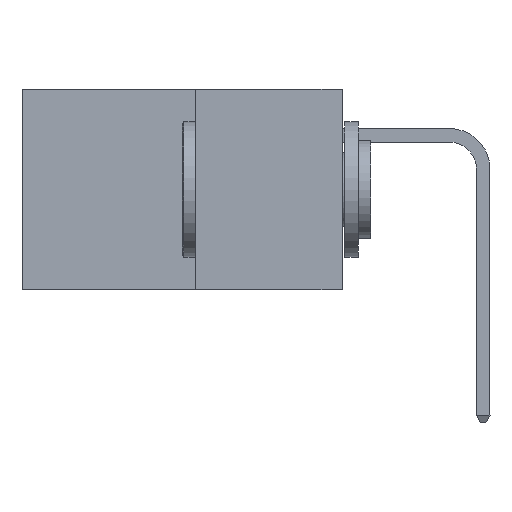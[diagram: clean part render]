
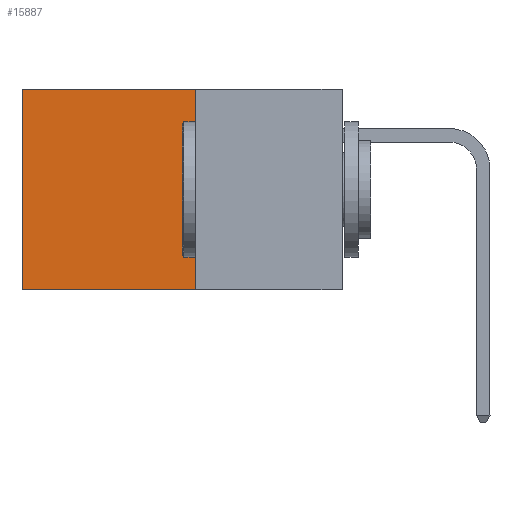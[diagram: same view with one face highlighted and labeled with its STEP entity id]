
A CAD part, left-side view. The second image highlights one B-rep face of the part: STEP entity #15887.
In plain terms, the highlighted planar face has unit normal (-1, 0, 0).
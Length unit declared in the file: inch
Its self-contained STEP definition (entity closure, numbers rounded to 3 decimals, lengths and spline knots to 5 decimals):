
#829 = CARTESIAN_POINT ( 'NONE',  ( 0.277, 0.59, 0. ) ) ;
#983 = DIRECTION ( 'NONE',  ( 1., 0., 0. ) ) ;
#1169 = CARTESIAN_POINT ( 'NONE',  ( 0.277, 0.27, -0.37 ) ) ;
#1370 = DIRECTION ( 'NONE',  ( 0., 0., -1. ) ) ;
#1701 = EDGE_CURVE ( 'NONE', #4074, #12226, #3930, .T. ) ;
#3930 = LINE ( 'NONE', #16161, #16338 ) ;
#4074 = VERTEX_POINT ( 'NONE', #23939 ) ;
#4304 = ORIENTED_EDGE ( 'NONE', *, *, #19803, .F. ) ;
#4615 = ORIENTED_EDGE ( 'NONE', *, *, #21484, .T. ) ;
#5869 = DIRECTION ( 'NONE',  ( 0., 1., 0. ) ) ;
#8550 = DIRECTION ( 'NONE',  ( 0., 1., 0. ) ) ;
#9945 = CARTESIAN_POINT ( 'NONE',  ( 0.277, 0.59, -0.37 ) ) ;
#10064 = FACE_OUTER_BOUND ( 'NONE', #17721, .T. ) ;
#10344 = ORIENTED_EDGE ( 'NONE', *, *, #22546, .T. ) ;
#10940 = VECTOR ( 'NONE', #5869, 39.37008 ) ;
#12226 = VERTEX_POINT ( 'NONE', #29393 ) ;
#14981 = PLANE ( 'NONE',  #18118 ) ;
#15887 = ADVANCED_FACE ( 'NONE', ( #10064 ), #14981, .F. ) ;
#16161 = CARTESIAN_POINT ( 'NONE',  ( 0.277, 0.27, -0.37 ) ) ;
#16338 = VECTOR ( 'NONE', #1370, 39.37008 ) ;
#17345 = DIRECTION ( 'NONE',  ( 0., 0., -1. ) ) ;
#17721 = EDGE_LOOP ( 'NONE', ( #4615, #4304, #18020, #10344 ) ) ;
#18020 = ORIENTED_EDGE ( 'NONE', *, *, #1701, .F. ) ;
#18118 = AXIS2_PLACEMENT_3D ( 'NONE', #26545, #983, #17345 ) ;
#18536 = CARTESIAN_POINT ( 'NONE',  ( 0.277, 0.59, -0.37 ) ) ;
#18688 = LINE ( 'NONE', #24765, #24835 ) ;
#19113 = LINE ( 'NONE', #18536, #23825 ) ;
#19638 = VERTEX_POINT ( 'NONE', #9945 ) ;
#19803 = EDGE_CURVE ( 'NONE', #12226, #19638, #23944, .T. ) ;
#21484 = EDGE_CURVE ( 'NONE', #27342, #19638, #19113, .T. ) ;
#22546 = EDGE_CURVE ( 'NONE', #4074, #27342, #18688, .T. ) ;
#23825 = VECTOR ( 'NONE', #25407, 39.37008 ) ;
#23939 = CARTESIAN_POINT ( 'NONE',  ( 0.277, 0.27, 0. ) ) ;
#23944 = LINE ( 'NONE', #1169, #10940 ) ;
#24765 = CARTESIAN_POINT ( 'NONE',  ( 0.277, 0.27, 0. ) ) ;
#24835 = VECTOR ( 'NONE', #8550, 39.37008 ) ;
#25407 = DIRECTION ( 'NONE',  ( 0., 0., -1. ) ) ;
#26545 = CARTESIAN_POINT ( 'NONE',  ( 0.277, 0.27, -0.37 ) ) ;
#27342 = VERTEX_POINT ( 'NONE', #829 ) ;
#29393 = CARTESIAN_POINT ( 'NONE',  ( 0.277, 0.27, -0.37 ) ) ;
